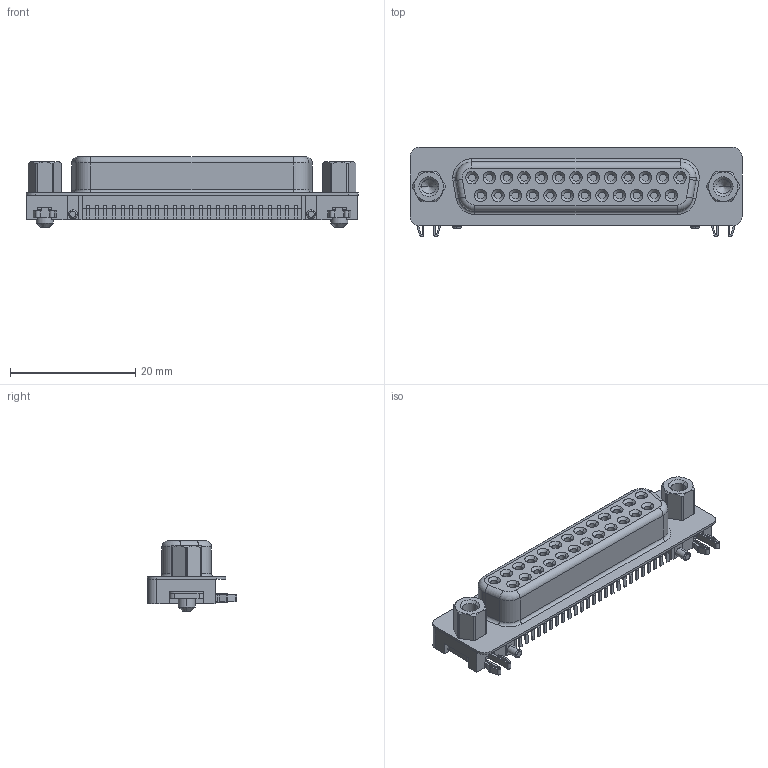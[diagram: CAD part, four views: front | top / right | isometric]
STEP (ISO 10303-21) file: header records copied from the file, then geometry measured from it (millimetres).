
FILE_DESCRIPTION (( 'STEP AP214' ), '1' );
FILE_NAME ('K202XHT-B25S-NJ_rB3.STEP', '2013-10-03T18:00:16', ( 'Daniel' ), ( 'Microsoft' ), 'SwSTEP 2.0', 'SolidWorks 2012', '' );
FILE_SCHEMA (( 'AUTOMOTIVE_DESIGN' ));
Length unit declared in the file: millimetre
Products named in the file (1): K202XHT-B25S-NJ_rB3
Bounding box: 53.04 x 14.25 x 11.3 mm (x, y, z)
Volume: 3861.6 mm3; surface area: 3450.1 mm2
Topology: 1 solids, 1 shells, 615 faces, 1527 edges, 974 vertices
Faces by surface type: plane 301, cylinder 218, cone 78, torus 18
Entity records: 20331 total; most frequent: DIRECTION 3267, CARTESIAN_POINT 3221, ORIENTED_EDGE 3046, EDGE_CURVE 1523, AXIS2_PLACEMENT_3D 1140, LINE 987, VECTOR 987, VERTEX_POINT 974
